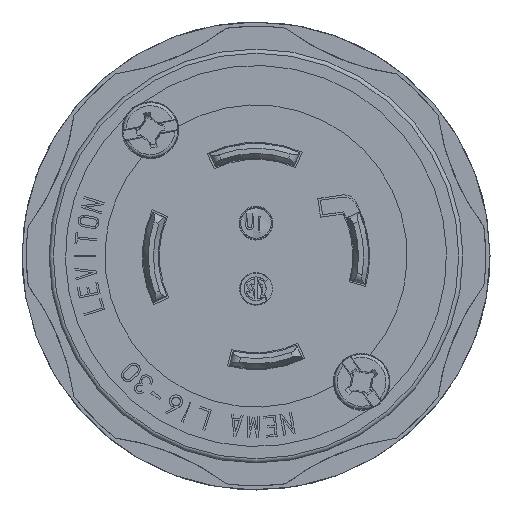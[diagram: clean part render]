
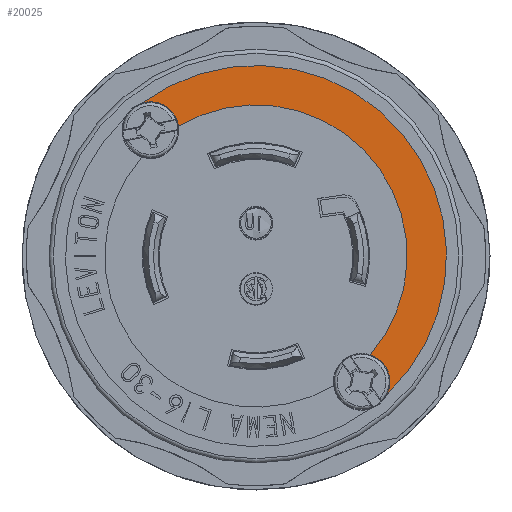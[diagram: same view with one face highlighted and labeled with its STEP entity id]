
A CAD part, left-side view. The second image highlights one B-rep face of the part: STEP entity #20025.
In plain terms, the highlighted planar face has unit normal (-1, 0, 0).
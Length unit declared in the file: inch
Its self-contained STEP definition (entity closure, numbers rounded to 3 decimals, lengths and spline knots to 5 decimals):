
#41 = ORIENTED_EDGE ( 'NONE', *, *, #13944, .F. ) ;
#876 = DIRECTION ( 'NONE',  ( 1., 0., 0. ) ) ;
#1543 = CARTESIAN_POINT ( 'NONE',  ( 0.025, -1.42026, 1.42485 ) ) ;
#2011 = CIRCLE ( 'NONE', #27215, 0.7185 ) ;
#2149 = ORIENTED_EDGE ( 'NONE', *, *, #4028, .T. ) ;
#2595 = AXIS2_PLACEMENT_3D ( 'NONE', #33259, #22699, #5575 ) ;
#4028 = EDGE_CURVE ( 'NONE', #20530, #33858, #18971, .T. ) ;
#4513 = CARTESIAN_POINT ( 'NONE',  ( 0.025, -0.62335, -0.65748 ) ) ;
#5575 = DIRECTION ( 'NONE',  ( 0., 0., 1. ) ) ;
#5743 = DIRECTION ( 'NONE',  ( 0., 0., -1. ) ) ;
#7187 = FACE_OUTER_BOUND ( 'NONE', #9677, .T. ) ;
#8239 = DIRECTION ( 'NONE',  ( 0., 0., -1. ) ) ;
#8623 = DIRECTION ( 'NONE',  ( 0., 0., -1. ) ) ;
#9677 = EDGE_LOOP ( 'NONE', ( #2149, #10215, #15568, #41 ) ) ;
#10215 = ORIENTED_EDGE ( 'NONE', *, *, #40069, .F. ) ;
#12906 = CARTESIAN_POINT ( 'NONE',  ( 0.025, 0., 0. ) ) ;
#13944 = EDGE_CURVE ( 'NONE', #20530, #26857, #2011, .T. ) ;
#14857 = EDGE_CURVE ( 'NONE', #33502, #26857, #41356, .T. ) ;
#15260 = CARTESIAN_POINT ( 'NONE',  ( 0.025, -0.54359, -0.46984 ) ) ;
#15568 = ORIENTED_EDGE ( 'NONE', *, *, #14857, .T. ) ;
#16829 = AXIS2_PLACEMENT_3D ( 'NONE', #32850, #876, #8239 ) ;
#18858 = CIRCLE ( 'NONE', #16829, 0.906 ) ;
#18971 = CIRCLE ( 'NONE', #29118, 0.135 ) ;
#20025 = ADVANCED_FACE ( 'NONE', ( #7187 ), #43424, .F. ) ;
#20530 = VERTEX_POINT ( 'NONE', #15260 ) ;
#22684 = CARTESIAN_POINT ( 'NONE',  ( 0.025, 0.36831, 0.61692 ) ) ;
#22699 = DIRECTION ( 'NONE',  ( 1., 0., 0. ) ) ;
#26857 = VERTEX_POINT ( 'NONE', #22684 ) ;
#27215 = AXIS2_PLACEMENT_3D ( 'NONE', #12906, #40901, #5743 ) ;
#29118 = AXIS2_PLACEMENT_3D ( 'NONE', #37802, #34271, #34425 ) ;
#32850 = CARTESIAN_POINT ( 'NONE',  ( 0.025, 0., 0. ) ) ;
#33259 = CARTESIAN_POINT ( 'NONE',  ( 0.025, 0.50202, 0.59828 ) ) ;
#33502 = VERTEX_POINT ( 'NONE', #40938 ) ;
#33858 = VERTEX_POINT ( 'NONE', #4513 ) ;
#34271 = DIRECTION ( 'NONE',  ( 1., 0., 0. ) ) ;
#34425 = DIRECTION ( 'NONE',  ( 0., 0., 1. ) ) ;
#37802 = CARTESIAN_POINT ( 'NONE',  ( 0.025, -0.50202, -0.59828 ) ) ;
#40069 = EDGE_CURVE ( 'NONE', #33502, #33858, #18858, .T. ) ;
#40105 = DIRECTION ( 'NONE',  ( 1., 0., 0. ) ) ;
#40901 = DIRECTION ( 'NONE',  ( -1., 0., 0. ) ) ;
#40938 = CARTESIAN_POINT ( 'NONE',  ( 0.025, 0.53924, 0.72805 ) ) ;
#41356 = CIRCLE ( 'NONE', #2595, 0.135 ) ;
#43424 = PLANE ( 'NONE',  #45149 ) ;
#45149 = AXIS2_PLACEMENT_3D ( 'NONE', #1543, #40105, #8623 ) ;
